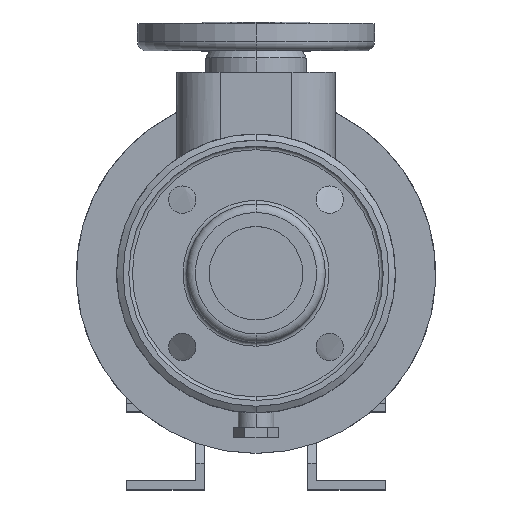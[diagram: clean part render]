
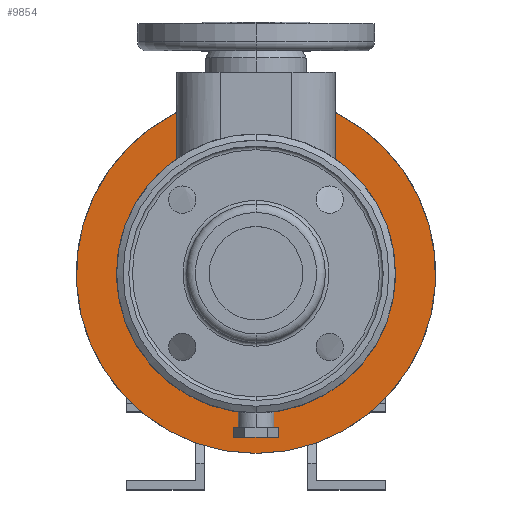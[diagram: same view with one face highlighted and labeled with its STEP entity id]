
A CAD part, top view. The second image highlights one B-rep face of the part: STEP entity #9854.
In plain terms, the highlighted planar face has unit normal (0, 0, 1).
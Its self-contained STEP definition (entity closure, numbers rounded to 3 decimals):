
#94 = CARTESIAN_POINT ( 'NONE',  ( 0., 0., -43. ) ) ;
#578 = ORIENTED_EDGE ( 'NONE', *, *, #9385, .F. ) ;
#612 = CARTESIAN_POINT ( 'NONE',  ( -55., -125.002, -43. ) ) ;
#810 = CARTESIAN_POINT ( 'NONE',  ( -55., 112.25, -43. ) ) ;
#1262 = VERTEX_POINT ( 'NONE', #2410 ) ;
#1569 = CIRCLE ( 'NONE', #11222, 125. ) ;
#2081 = DIRECTION ( 'NONE',  ( 0., 1., 0. ) ) ;
#2151 = PLANE ( 'NONE',  #3124 ) ;
#2410 = CARTESIAN_POINT ( 'NONE',  ( 0., -97., -43. ) ) ;
#2493 = VERTEX_POINT ( 'NONE', #7206 ) ;
#2657 = DIRECTION ( 'NONE',  ( 0., 0., 1. ) ) ;
#2882 = DIRECTION ( 'NONE',  ( 0., 1., 0. ) ) ;
#3124 = AXIS2_PLACEMENT_3D ( 'NONE', #12632, #13818, #2081 ) ;
#3313 = DIRECTION ( 'NONE',  ( 0., 0., 1. ) ) ;
#3373 = ORIENTED_EDGE ( 'NONE', *, *, #11733, .T. ) ;
#3384 = CIRCLE ( 'NONE', #6481, 125. ) ;
#3789 = ORIENTED_EDGE ( 'NONE', *, *, #10114, .T. ) ;
#3797 = AXIS2_PLACEMENT_3D ( 'NONE', #9250, #2657, #11291 ) ;
#4688 = CARTESIAN_POINT ( 'NONE',  ( 55., 112.25, -43. ) ) ;
#5071 = VERTEX_POINT ( 'NONE', #810 ) ;
#5170 = FACE_OUTER_BOUND ( 'NONE', #12293, .T. ) ;
#5418 = AXIS2_PLACEMENT_3D ( 'NONE', #94, #3313, #7594 ) ;
#5735 = VERTEX_POINT ( 'NONE', #10889 ) ;
#6264 = VECTOR ( 'NONE', #13318, 1000. ) ;
#6481 = AXIS2_PLACEMENT_3D ( 'NONE', #7269, #7132, #10498 ) ;
#7132 = DIRECTION ( 'NONE',  ( 0., 0., 1. ) ) ;
#7206 = CARTESIAN_POINT ( 'NONE',  ( -55., 79.9, -43. ) ) ;
#7269 = CARTESIAN_POINT ( 'NONE',  ( 0., 0., -43. ) ) ;
#7594 = DIRECTION ( 'NONE',  ( 0., -1., 0. ) ) ;
#8566 = CIRCLE ( 'NONE', #5418, 97. ) ;
#9250 = CARTESIAN_POINT ( 'NONE',  ( 0., 0., -43. ) ) ;
#9385 = EDGE_CURVE ( 'NONE', #11126, #9660, #10324, .T. ) ;
#9462 = DIRECTION ( 'NONE',  ( 0., 0., 1. ) ) ;
#9660 = VERTEX_POINT ( 'NONE', #4688 ) ;
#9730 = EDGE_CURVE ( 'NONE', #1262, #11126, #13220, .T. ) ;
#9854 = ADVANCED_FACE ( 'NONE', ( #5170 ), #2151, .F. ) ;
#9958 = CARTESIAN_POINT ( 'NONE',  ( 55., 79.9, -43. ) ) ;
#10114 = EDGE_CURVE ( 'NONE', #2493, #5071, #10221, .T. ) ;
#10221 = LINE ( 'NONE', #612, #6264 ) ;
#10324 = LINE ( 'NONE', #13626, #11637 ) ;
#10498 = DIRECTION ( 'NONE',  ( 0., -1., 0. ) ) ;
#10541 = ORIENTED_EDGE ( 'NONE', *, *, #12432, .T. ) ;
#10642 = ORIENTED_EDGE ( 'NONE', *, *, #9730, .F. ) ;
#10889 = CARTESIAN_POINT ( 'NONE',  ( 0., -125., -43. ) ) ;
#11126 = VERTEX_POINT ( 'NONE', #9958 ) ;
#11222 = AXIS2_PLACEMENT_3D ( 'NONE', #12494, #9462, #13541 ) ;
#11291 = DIRECTION ( 'NONE',  ( 0., -1., 0. ) ) ;
#11637 = VECTOR ( 'NONE', #2882, 1000. ) ;
#11733 = EDGE_CURVE ( 'NONE', #5071, #5735, #3384, .T. ) ;
#12293 = EDGE_LOOP ( 'NONE', ( #578, #10642, #13444, #3789, #3373, #10541 ) ) ;
#12432 = EDGE_CURVE ( 'NONE', #5735, #9660, #1569, .T. ) ;
#12494 = CARTESIAN_POINT ( 'NONE',  ( 0., 0., -43. ) ) ;
#12632 = CARTESIAN_POINT ( 'NONE',  ( 0., 97., -43. ) ) ;
#13220 = CIRCLE ( 'NONE', #3797, 97. ) ;
#13318 = DIRECTION ( 'NONE',  ( 0., 1., 0. ) ) ;
#13444 = ORIENTED_EDGE ( 'NONE', *, *, #13463, .F. ) ;
#13463 = EDGE_CURVE ( 'NONE', #2493, #1262, #8566, .T. ) ;
#13541 = DIRECTION ( 'NONE',  ( 0., -1., 0. ) ) ;
#13626 = CARTESIAN_POINT ( 'NONE',  ( 55., -125.002, -43. ) ) ;
#13818 = DIRECTION ( 'NONE',  ( 0., 0., -1. ) ) ;
